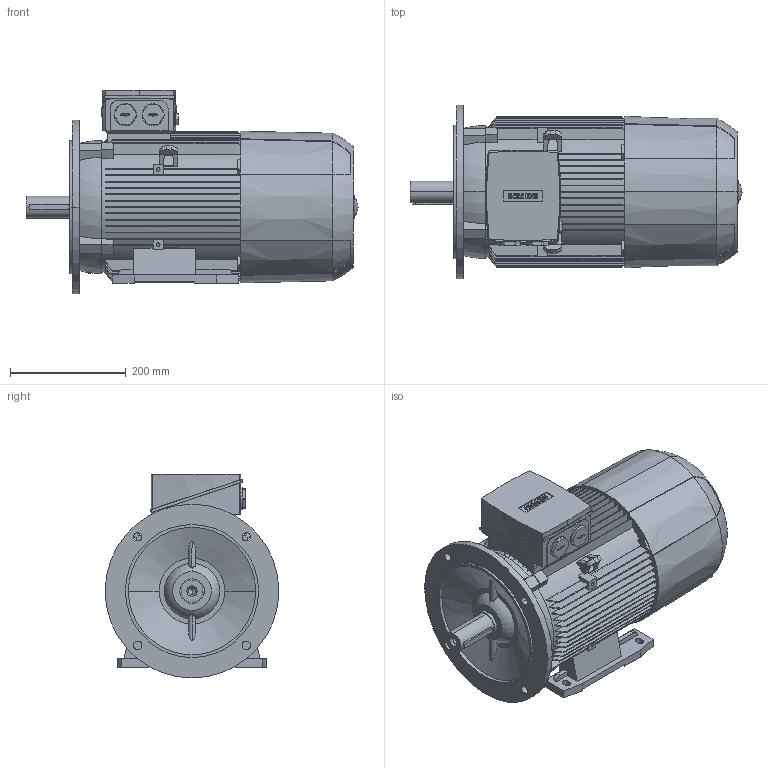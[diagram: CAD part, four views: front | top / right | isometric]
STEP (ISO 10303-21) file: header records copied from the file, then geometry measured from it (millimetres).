
FILE_DESCRIPTION(('STEP AP214'),'1');
FILE_NAME('cctmp_5BCDF236-D92E-4D57-8368-2EF4A8597945_2023_06_27_11_00_47_0350..stp','2023-06-27T09:00:48',('SIEMENS A&D'),('CADClick - www.CADClick.com'),'Spatial InterOp 3D',' ','unknown authorization');
FILE_SCHEMA(('AUTOMOTIVE_DESIGN'));
Length unit declared in the file: millimetre
Products named in the file (1): 2023_06_27_11_00_47_0334
Bounding box: 573.5 x 300 x 352 mm (x, y, z)
Volume: 24212205.4 mm3; surface area: 1059542.6 mm2
Topology: 1 solids, 1 shells, 899 faces, 2570 edges, 1698 vertices
Faces by surface type: plane 520, cylinder 229, torus 128, cone 22
Entity records: 43019 total; most frequent: CARTESIAN_POINT 12673, ORIENTED_EDGE 5132, DIRECTION 4480, EDGE_CURVE 2566, VERTEX_POINT 1698, LINE 1524, VECTOR 1524, AXIS2_PLACEMENT_3D 1478
